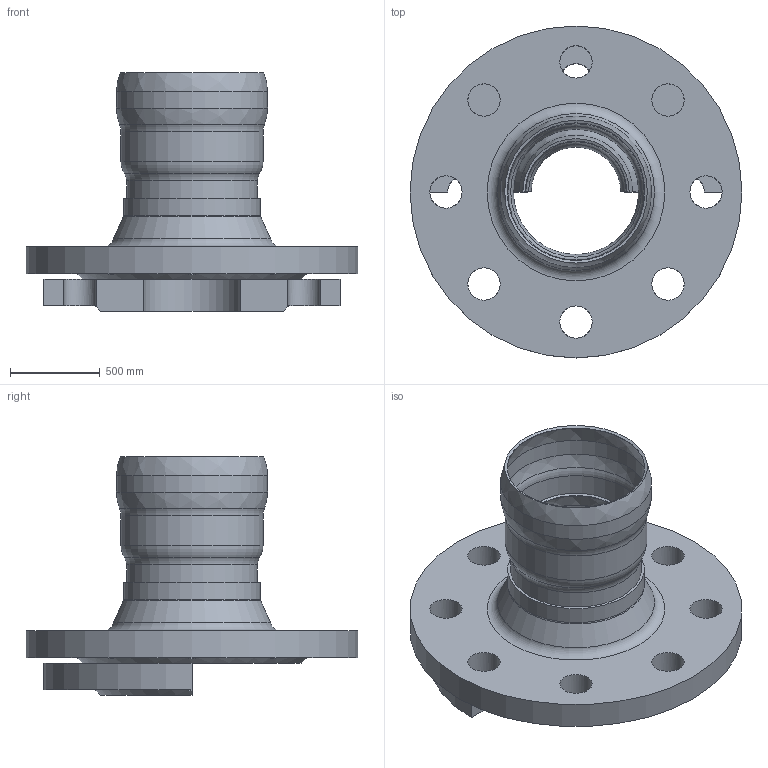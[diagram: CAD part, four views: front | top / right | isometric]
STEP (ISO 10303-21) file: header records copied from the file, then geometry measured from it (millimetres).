
FILE_DESCRIPTION(/* description */ (''),/* implementation_level */ '2;1');
FILE_NAME(/* name */ '82511.070C_3D.stp',/* time_stamp */ '2024-12-11T08:39:32+01:00',/* author */ ('CAD'),/* organization */ (''),/* preprocessor_version */ 'ST-DEVELOPER v20',/* originating_system */ 'AutoCAD Mechanical',/* authorisation */ '');
FILE_SCHEMA (('AUTOMOTIVE_DESIGN { 1 0 10303 214 3 1 1 }'));
Length unit declared in the file: centimetre
Products named in the file (2): Product; *S0
Assembly tree (1 placements, depth 2):
  Product
    *S0
Bounding box: 1850 x 1850 x 1330 mm (x, y, z)
Volume: 734860245.2 mm3; surface area: 19003075.4 mm2
Topology: 6 solids, 6 shells, 120 faces, 348 edges, 231 vertices
Faces by surface type: cylinder 38, plane 27, torus 26, cone 17, bspline 12
Full cylindrical faces by diameter (mm): 180 x10, 698 x1, 703 x1, 730 x1, 760 x1, 761 x1, 792 x1, 842 x1, 1850 x1
Entity records: 4482 total; most frequent: CARTESIAN_POINT 1084, DIRECTION 767, ORIENTED_EDGE 696, EDGE_CURVE 348, AXIS2_PLACEMENT_3D 328, VERTEX_POINT 231, CIRCLE 216, EDGE_LOOP 135
